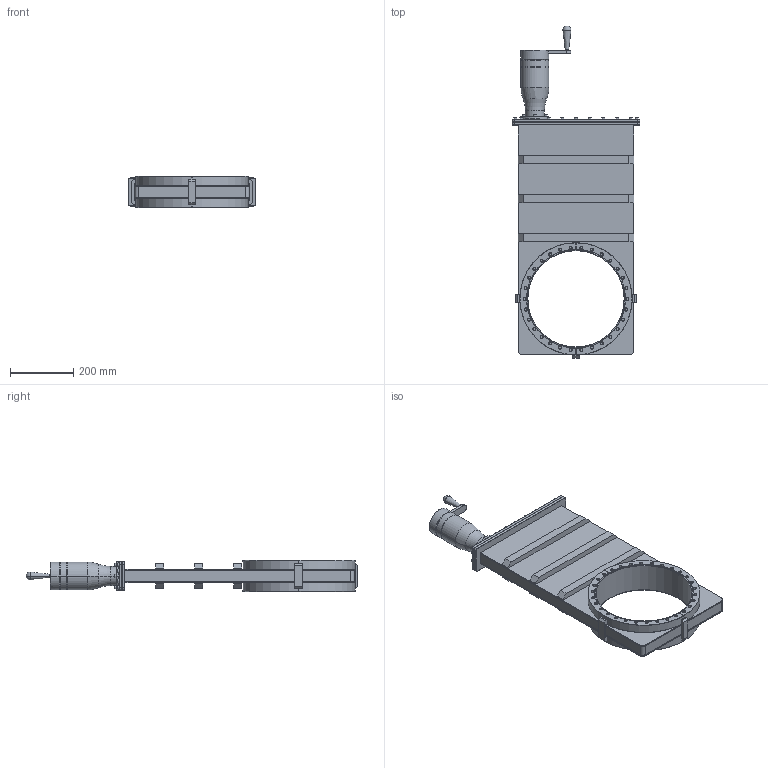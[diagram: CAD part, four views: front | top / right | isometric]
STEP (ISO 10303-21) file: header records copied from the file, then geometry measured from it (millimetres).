
FILE_DESCRIPTION((''),'2;1');
FILE_NAME('11110-1200','2011-02-14T',('jd'),(''),'PRO/ENGINEER BY PARAMETRIC TECHNOLOGY CORPORATION, 2010280','PRO/ENGINEER BY PARAMETRIC TECHNOLOGY CORPORATION, 2010280','');
FILE_SCHEMA(('CONFIG_CONTROL_DESIGN'));
Length unit declared in the file: inch
Products named in the file (1): 11110-1200
Bounding box: 403.23 x 1050.87 x 98.91 mm (x, y, z)
Volume: 12314976.5 mm3; surface area: 984534 mm2
Topology: 4 solids, 64 shells, 1009 faces, 2337 edges, 1509 vertices
Faces by surface type: plane 457, cylinder 333, cone 213, torus 2, bspline 2, sphere 2
Entity records: 29459 total; most frequent: CARTESIAN_POINT 6038, DIRECTION 5106, ORIENTED_EDGE 4430, EDGE_CURVE 2335, AXIS2_PLACEMENT_3D 1907, VERTEX_POINT 1509, VECTOR 1292, LINE 1292
